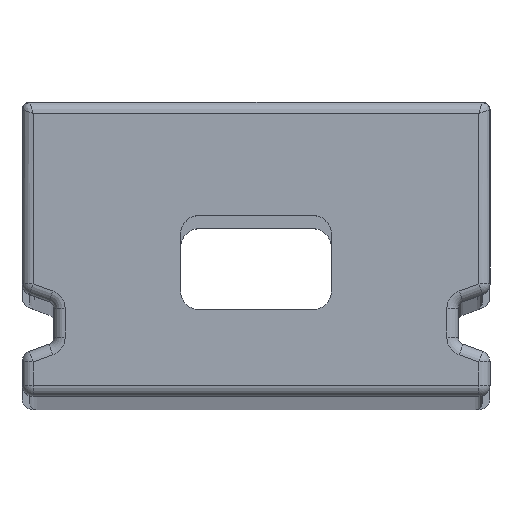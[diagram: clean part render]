
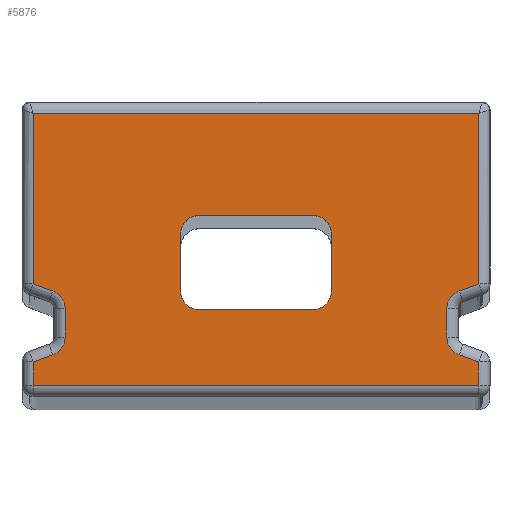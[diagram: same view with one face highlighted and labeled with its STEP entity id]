
A CAD part, top view. The second image highlights one B-rep face of the part: STEP entity #5876.
In plain terms, the highlighted planar face has unit normal (0, 0, 1).
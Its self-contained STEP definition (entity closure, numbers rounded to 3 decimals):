
#4192=DIRECTION('',(0.,1.,0.));
#4193=VECTOR('',#4192,4.517);
#4194=CARTESIAN_POINT('',(5.9,-0.917,101.65));
#4195=LINE('',#4194,#4193);
#4199=DIRECTION('',(0.94,0.342,0.));
#4200=VECTOR('',#4199,0.548);
#4201=CARTESIAN_POINT('',(5.385,-1.105,101.65));
#4202=LINE('',#4201,#4200);
#4206=CARTESIAN_POINT('',(5.556,-1.575,101.65));
#4207=DIRECTION('',(0.,0.,-1.));
#4208=DIRECTION('',(-1.,0.,0.));
#4209=AXIS2_PLACEMENT_3D('',#4206,#4207,#4208);
#4214=DIRECTION('',(0.,1.,0.));
#4215=VECTOR('',#4214,0.751);
#4216=CARTESIAN_POINT('',(5.056,-2.325,101.65));
#4217=LINE('',#4216,#4215);
#4221=CARTESIAN_POINT('',(5.556,-2.325,101.65));
#4222=DIRECTION('',(0.,0.,-1.));
#4223=DIRECTION('',(-0.342,-0.94,0.));
#4224=AXIS2_PLACEMENT_3D('',#4221,#4222,#4223);
#4229=DIRECTION('',(-0.94,0.342,0.));
#4230=VECTOR('',#4229,0.548);
#4231=CARTESIAN_POINT('',(5.9,-2.983,101.65));
#4232=LINE('',#4231,#4230);
#4236=DIRECTION('',(0.,1.,0.));
#4237=VECTOR('',#4236,0.617);
#4238=CARTESIAN_POINT('',(5.9,-3.6,101.65));
#4239=LINE('',#4238,#4237);
#4243=DIRECTION('',(1.,0.,0.));
#4244=VECTOR('',#4243,11.8);
#4245=CARTESIAN_POINT('',(-5.9,-3.6,101.65));
#4246=LINE('',#4245,#4244);
#4250=DIRECTION('',(0.,-1.,0.));
#4251=VECTOR('',#4250,0.617);
#4252=CARTESIAN_POINT('',(-5.9,-2.983,101.65));
#4253=LINE('',#4252,#4251);
#4257=DIRECTION('',(-0.94,-0.342,0.));
#4258=VECTOR('',#4257,0.548);
#4259=CARTESIAN_POINT('',(-5.385,-2.795,101.65));
#4260=LINE('',#4259,#4258);
#4264=CARTESIAN_POINT('',(-5.556,-2.325,101.65));
#4265=DIRECTION('',(0.,0.,-1.));
#4266=DIRECTION('',(1.,0.,0.));
#4267=AXIS2_PLACEMENT_3D('',#4264,#4265,#4266);
#4272=DIRECTION('',(0.,-1.,0.));
#4273=VECTOR('',#4272,0.751);
#4274=CARTESIAN_POINT('',(-5.056,-1.575,101.65));
#4275=LINE('',#4274,#4273);
#4279=CARTESIAN_POINT('',(-5.556,-1.575,101.65));
#4280=DIRECTION('',(0.,0.,-1.));
#4281=DIRECTION('',(0.342,0.94,0.));
#4282=AXIS2_PLACEMENT_3D('',#4279,#4280,#4281);
#4287=DIRECTION('',(0.94,-0.342,0.));
#4288=VECTOR('',#4287,0.548);
#4289=CARTESIAN_POINT('',(-5.9,-0.917,101.65));
#4290=LINE('',#4289,#4288);
#4294=DIRECTION('',(0.,-1.,0.));
#4295=VECTOR('',#4294,4.517);
#4296=CARTESIAN_POINT('',(-5.9,3.6,101.65));
#4297=LINE('',#4296,#4295);
#4301=DIRECTION('',(-1.,0.,0.));
#4302=VECTOR('',#4301,11.8);
#4303=CARTESIAN_POINT('',(5.9,3.6,101.65));
#4304=LINE('',#4303,#4302);
#4874=DIRECTION('',(0.,-1.,0.));
#4875=VECTOR('',#4874,1.5);
#4876=CARTESIAN_POINT('',(-2.,0.4,101.65));
#4877=LINE('',#4876,#4875);
#4903=CARTESIAN_POINT('',(-1.5,-1.1,101.65));
#4904=DIRECTION('',(0.,0.,1.));
#4905=DIRECTION('',(-1.,0.,0.));
#4906=AXIS2_PLACEMENT_3D('',#4903,#4904,#4905);
#4932=DIRECTION('',(1.,0.,0.));
#4933=VECTOR('',#4932,3.);
#4934=CARTESIAN_POINT('',(-1.5,-1.6,101.65));
#4935=LINE('',#4934,#4933);
#4947=CARTESIAN_POINT('',(1.5,-1.1,101.65));
#4948=DIRECTION('',(0.,0.,1.));
#4949=DIRECTION('',(0.,-1.,0.));
#4950=AXIS2_PLACEMENT_3D('',#4947,#4948,#4949);
#4962=DIRECTION('',(0.,1.,0.));
#4963=VECTOR('',#4962,1.5);
#4964=CARTESIAN_POINT('',(2.,-1.1,101.65));
#4965=LINE('',#4964,#4963);
#4991=CARTESIAN_POINT('',(1.5,0.4,101.65));
#4992=DIRECTION('',(0.,0.,1.));
#4993=DIRECTION('',(1.,0.,0.));
#4994=AXIS2_PLACEMENT_3D('',#4991,#4992,#4993);
#5006=DIRECTION('',(-1.,0.,0.));
#5007=VECTOR('',#5006,3.);
#5008=CARTESIAN_POINT('',(1.5,0.9,101.65));
#5009=LINE('',#5008,#5007);
#5035=CARTESIAN_POINT('',(-1.5,0.4,101.65));
#5036=DIRECTION('',(0.,0.,1.));
#5037=DIRECTION('',(0.,1.,0.));
#5038=AXIS2_PLACEMENT_3D('',#5035,#5036,#5037);
#5439=CARTESIAN_POINT('',(-5.9,3.6,101.65));
#5440=CARTESIAN_POINT('',(-5.9,-0.917,101.65));
#5441=VERTEX_POINT('',#5439);
#5442=VERTEX_POINT('',#5440);
#5449=CARTESIAN_POINT('',(-5.385,-1.105,101.65));
#5450=VERTEX_POINT('',#5449);
#5453=CARTESIAN_POINT('',(-5.056,-1.575,101.65));
#5454=VERTEX_POINT('',#5453);
#5457=CARTESIAN_POINT('',(-5.056,-2.325,101.65));
#5458=VERTEX_POINT('',#5457);
#5461=CARTESIAN_POINT('',(-5.385,-2.795,101.65));
#5462=VERTEX_POINT('',#5461);
#5465=CARTESIAN_POINT('',(-5.9,-2.983,101.65));
#5466=VERTEX_POINT('',#5465);
#5471=CARTESIAN_POINT('',(-5.9,-3.6,101.65));
#5472=VERTEX_POINT('',#5471);
#5477=CARTESIAN_POINT('',(5.9,-3.6,101.65));
#5478=VERTEX_POINT('',#5477);
#5483=CARTESIAN_POINT('',(5.9,-2.983,101.65));
#5484=VERTEX_POINT('',#5483);
#5489=CARTESIAN_POINT('',(5.385,-2.795,101.65));
#5490=VERTEX_POINT('',#5489);
#5493=CARTESIAN_POINT('',(5.056,-2.325,101.65));
#5494=VERTEX_POINT('',#5493);
#5497=CARTESIAN_POINT('',(5.056,-1.575,101.65));
#5498=VERTEX_POINT('',#5497);
#5501=CARTESIAN_POINT('',(5.385,-1.105,101.65));
#5502=VERTEX_POINT('',#5501);
#5505=CARTESIAN_POINT('',(5.9,-0.917,101.65));
#5506=VERTEX_POINT('',#5505);
#5513=CARTESIAN_POINT('',(5.9,3.6,101.65));
#5514=VERTEX_POINT('',#5513);
#5565=CARTESIAN_POINT('',(-2.,-1.1,101.65));
#5567=VERTEX_POINT('',#5565);
#5569=CARTESIAN_POINT('',(-1.5,-1.6,101.65));
#5571=VERTEX_POINT('',#5569);
#5573=CARTESIAN_POINT('',(-1.5,0.9,101.65));
#5575=VERTEX_POINT('',#5573);
#5577=CARTESIAN_POINT('',(-2.,0.4,101.65));
#5579=VERTEX_POINT('',#5577);
#5581=CARTESIAN_POINT('',(2.,0.4,101.65));
#5583=VERTEX_POINT('',#5581);
#5585=CARTESIAN_POINT('',(1.5,0.9,101.65));
#5587=VERTEX_POINT('',#5585);
#5589=CARTESIAN_POINT('',(1.5,-1.6,101.65));
#5591=VERTEX_POINT('',#5589);
#5593=CARTESIAN_POINT('',(2.,-1.1,101.65));
#5595=VERTEX_POINT('',#5593);
#5820=CARTESIAN_POINT('',(0.,0.,101.65));
#5821=DIRECTION('',(0.,0.,1.));
#5822=DIRECTION('',(1.,0.,0.));
#5823=AXIS2_PLACEMENT_3D('',#5820,#5821,#5822);
#5824=PLANE('',#5823);
#5826=ORIENTED_EDGE('',*,*,#5825,.F.);
#5828=ORIENTED_EDGE('',*,*,#5827,.F.);
#5830=ORIENTED_EDGE('',*,*,#5829,.F.);
#5832=ORIENTED_EDGE('',*,*,#5831,.F.);
#5834=ORIENTED_EDGE('',*,*,#5833,.F.);
#5836=ORIENTED_EDGE('',*,*,#5835,.F.);
#5838=ORIENTED_EDGE('',*,*,#5837,.F.);
#5839=ORIENTED_EDGE('',*,*,#5810,.F.);
#5841=ORIENTED_EDGE('',*,*,#5840,.F.);
#5843=ORIENTED_EDGE('',*,*,#5842,.F.);
#5845=ORIENTED_EDGE('',*,*,#5844,.F.);
#5847=ORIENTED_EDGE('',*,*,#5846,.F.);
#5849=ORIENTED_EDGE('',*,*,#5848,.F.);
#5851=ORIENTED_EDGE('',*,*,#5850,.F.);
#5853=ORIENTED_EDGE('',*,*,#5852,.F.);
#5855=ORIENTED_EDGE('',*,*,#5854,.F.);
#5856=EDGE_LOOP('',(#5826,#5828,#5830,#5832,#5834,#5836,#5838,#5839,#5841,#5843,
#5845,#5847,#5849,#5851,#5853,#5855));
#5857=FACE_OUTER_BOUND('',#5856,.F.);
#5859=ORIENTED_EDGE('',*,*,#5858,.T.);
#5861=ORIENTED_EDGE('',*,*,#5860,.T.);
#5863=ORIENTED_EDGE('',*,*,#5862,.T.);
#5865=ORIENTED_EDGE('',*,*,#5864,.T.);
#5867=ORIENTED_EDGE('',*,*,#5866,.T.);
#5869=ORIENTED_EDGE('',*,*,#5868,.T.);
#5871=ORIENTED_EDGE('',*,*,#5870,.T.);
#5873=ORIENTED_EDGE('',*,*,#5872,.T.);
#5874=EDGE_LOOP('',(#5859,#5861,#5863,#5865,#5867,#5869,#5871,#5873));
#5875=FACE_BOUND('',#5874,.F.);
#4210=CIRCLE('',#4209,0.5);
#4225=CIRCLE('',#4224,0.5);
#4268=CIRCLE('',#4267,0.5);
#4283=CIRCLE('',#4282,0.5);
#4907=CIRCLE('',#4906,0.5);
#4951=CIRCLE('',#4950,0.5);
#4995=CIRCLE('',#4994,0.5);
#5039=CIRCLE('',#5038,0.5);
#5810=EDGE_CURVE('',#5478,#5484,#4239,.T.);
#5825=EDGE_CURVE('',#5514,#5441,#4304,.T.);
#5827=EDGE_CURVE('',#5506,#5514,#4195,.T.);
#5829=EDGE_CURVE('',#5502,#5506,#4202,.T.);
#5831=EDGE_CURVE('',#5498,#5502,#4210,.T.);
#5833=EDGE_CURVE('',#5494,#5498,#4217,.T.);
#5835=EDGE_CURVE('',#5490,#5494,#4225,.T.);
#5837=EDGE_CURVE('',#5484,#5490,#4232,.T.);
#5840=EDGE_CURVE('',#5472,#5478,#4246,.T.);
#5842=EDGE_CURVE('',#5466,#5472,#4253,.T.);
#5844=EDGE_CURVE('',#5462,#5466,#4260,.T.);
#5846=EDGE_CURVE('',#5458,#5462,#4268,.T.);
#5848=EDGE_CURVE('',#5454,#5458,#4275,.T.);
#5850=EDGE_CURVE('',#5450,#5454,#4283,.T.);
#5852=EDGE_CURVE('',#5442,#5450,#4290,.T.);
#5854=EDGE_CURVE('',#5441,#5442,#4297,.T.);
#5858=EDGE_CURVE('',#5579,#5567,#4877,.T.);
#5860=EDGE_CURVE('',#5567,#5571,#4907,.T.);
#5862=EDGE_CURVE('',#5571,#5591,#4935,.T.);
#5864=EDGE_CURVE('',#5591,#5595,#4951,.T.);
#5866=EDGE_CURVE('',#5595,#5583,#4965,.T.);
#5868=EDGE_CURVE('',#5583,#5587,#4995,.T.);
#5870=EDGE_CURVE('',#5587,#5575,#5009,.T.);
#5872=EDGE_CURVE('',#5575,#5579,#5039,.T.);
#5876=ADVANCED_FACE('',(#5857,#5875),#5824,.T.);
